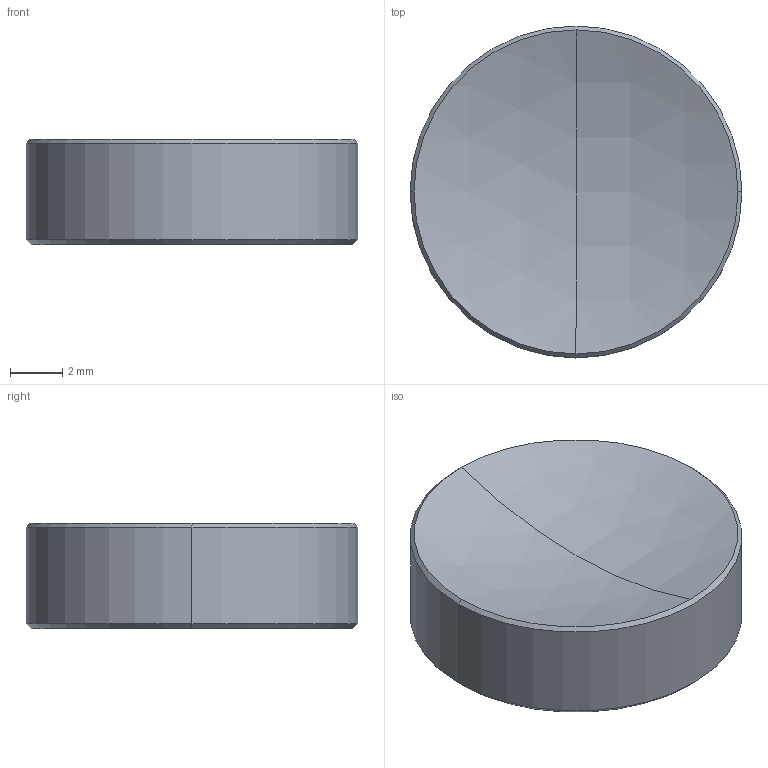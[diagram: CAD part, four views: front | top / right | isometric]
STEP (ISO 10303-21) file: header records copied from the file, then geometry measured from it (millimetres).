
FILE_DESCRIPTION (( 'STEP AP203' ), '1' );
FILE_NAME ('24628-E0W.STEP', '2012-08-29T13:40:00', ( 'Admin' ), ( '' ), 'SwSTEP 2.0', 'SolidWorks 2011', '' );
FILE_SCHEMA (( 'CONFIG_CONTROL_DESIGN' ));
Length unit declared in the file: inch
Products named in the file (1): 24628-E0W
Bounding box: 12.7 x 12.7 x 4.04 mm (x, y, z)
Surface area: 409.8 mm2 (no closed solid volume)
Topology: 0 solids, 1 shells, 39 faces, 238 edges, 231 vertices
Faces by surface type: plane 31, cone 4, sphere 2, cylinder 2
Entity records: 4055 total; most frequent: CARTESIAN_POINT 2177, ORIENTED_EDGE 476, EDGE_CURVE 238, VERTEX_POINT 231, DIRECTION 224, LINE 120, VECTOR 120, B_SPLINE_CURVE_WITH_KNOTS 106
